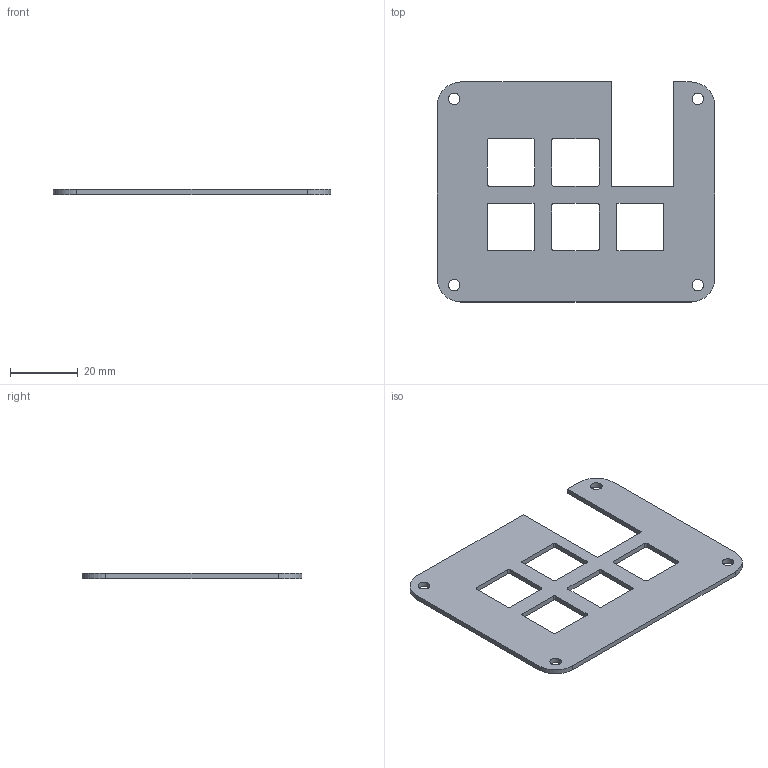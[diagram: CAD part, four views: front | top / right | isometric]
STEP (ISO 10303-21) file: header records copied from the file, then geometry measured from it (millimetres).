
FILE_DESCRIPTION(/* description */ (''),/* implementation_level */ '2;1');
FILE_NAME(/* name */ 'Top.step',/* time_stamp */ '2025-07-08T20:46:29-07:00',/* author */ (''),/* organization */ (''),/* preprocessor_version */ 'ST-DEVELOPER v20.1',/* originating_system */ 'Autodesk Translation Framework v14.4.0.0',/* authorisation */ '');
FILE_SCHEMA (('AUTOMOTIVE_DESIGN { 1 0 10303 214 3 1 1 }'));
Length unit declared in the file: millimetre
Products named in the file (2): A Top Case; PCB Case pt 2
Assembly tree (1 placements, depth 2):
  A Top Case
    PCB Case pt 2
Bounding box: 82 x 65 x 1.5 mm (x, y, z)
Volume: 5548.8 mm3; surface area: 8392 mm2
Topology: 1 solids, 1 shells, 58 faces, 168 edges, 112 vertices
Faces by surface type: plane 30, cylinder 28
Full cylindrical faces by diameter (mm): 3.4 x4
Entity records: 2017 total; most frequent: DIRECTION 346, CARTESIAN_POINT 341, ORIENTED_EDGE 336, EDGE_CURVE 168, AXIS2_PLACEMENT_3D 117, LINE 112, VECTOR 112, VERTEX_POINT 112
